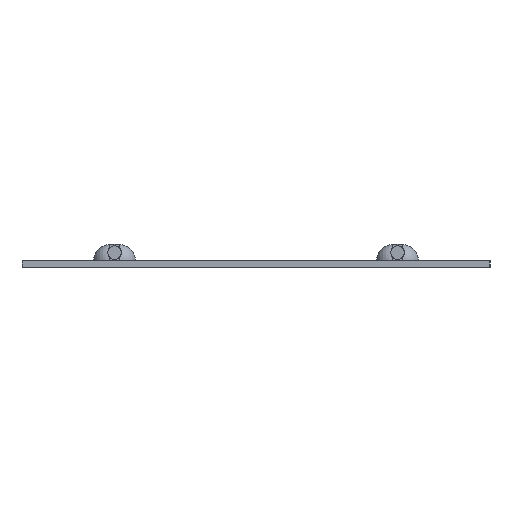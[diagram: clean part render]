
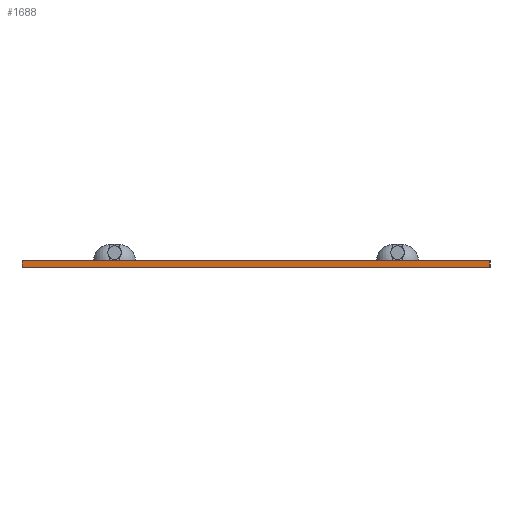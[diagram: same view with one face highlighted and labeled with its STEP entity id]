
A CAD part, left-side view. The second image highlights one B-rep face of the part: STEP entity #1688.
In plain terms, the highlighted planar face has unit normal (-1, 0, 0).
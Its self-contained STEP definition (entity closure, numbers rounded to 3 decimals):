
#49 = CARTESIAN_POINT ( 'NONE',  ( -76.2, -50.7, 0. ) ) ;
#81 = EDGE_LOOP ( 'NONE', ( #1801, #391, #1417, #1051 ) ) ;
#93 = VECTOR ( 'NONE', #1921, 1000. ) ;
#177 = CARTESIAN_POINT ( 'NONE',  ( -76.2, -49.8, 1.5 ) ) ;
#204 = VECTOR ( 'NONE', #895, 1000. ) ;
#205 = CARTESIAN_POINT ( 'NONE',  ( -76.2, 50.7, 0. ) ) ;
#243 = CARTESIAN_POINT ( 'NONE',  ( -76.2, 50.7, 1.5 ) ) ;
#361 = EDGE_CURVE ( 'NONE', #2169, #736, #1708, .T. ) ;
#391 = ORIENTED_EDGE ( 'NONE', *, *, #878, .F. ) ;
#392 = DIRECTION ( 'NONE',  ( 0., 0., -1. ) ) ;
#408 = CARTESIAN_POINT ( 'NONE',  ( -76.2, -50.7, 1.5 ) ) ;
#445 = VERTEX_POINT ( 'NONE', #1028 ) ;
#736 = VERTEX_POINT ( 'NONE', #49 ) ;
#834 = AXIS2_PLACEMENT_3D ( 'NONE', #177, #1923, #883 ) ;
#877 = PLANE ( 'NONE',  #834 ) ;
#878 = EDGE_CURVE ( 'NONE', #445, #736, #1605, .T. ) ;
#883 = DIRECTION ( 'NONE',  ( 0., 0., -1. ) ) ;
#895 = DIRECTION ( 'NONE',  ( 0., 0., -1. ) ) ;
#915 = EDGE_CURVE ( 'NONE', #1909, #2169, #2002, .T. ) ;
#933 = EDGE_CURVE ( 'NONE', #1909, #445, #1138, .T. ) ;
#1000 = CARTESIAN_POINT ( 'NONE',  ( -76.2, 50.7, 1.5 ) ) ;
#1028 = CARTESIAN_POINT ( 'NONE',  ( -76.2, -50.7, 1.5 ) ) ;
#1051 = ORIENTED_EDGE ( 'NONE', *, *, #915, .T. ) ;
#1138 = LINE ( 'NONE', #1465, #93 ) ;
#1371 = CARTESIAN_POINT ( 'NONE',  ( -76.2, -49.8, 0. ) ) ;
#1417 = ORIENTED_EDGE ( 'NONE', *, *, #933, .F. ) ;
#1465 = CARTESIAN_POINT ( 'NONE',  ( -76.2, 49.8, 1.5 ) ) ;
#1605 = LINE ( 'NONE', #408, #204 ) ;
#1662 = VECTOR ( 'NONE', #2179, 1000. ) ;
#1688 = ADVANCED_FACE ( 'NONE', ( #2050 ), #877, .F. ) ;
#1708 = LINE ( 'NONE', #1371, #1662 ) ;
#1801 = ORIENTED_EDGE ( 'NONE', *, *, #361, .T. ) ;
#1909 = VERTEX_POINT ( 'NONE', #1000 ) ;
#1921 = DIRECTION ( 'NONE',  ( 0., -1., 0. ) ) ;
#1923 = DIRECTION ( 'NONE',  ( 1., 0., 0. ) ) ;
#1941 = VECTOR ( 'NONE', #392, 1000. ) ;
#2002 = LINE ( 'NONE', #243, #1941 ) ;
#2050 = FACE_OUTER_BOUND ( 'NONE', #81, .T. ) ;
#2169 = VERTEX_POINT ( 'NONE', #205 ) ;
#2179 = DIRECTION ( 'NONE',  ( 0., -1., 0. ) ) ;
